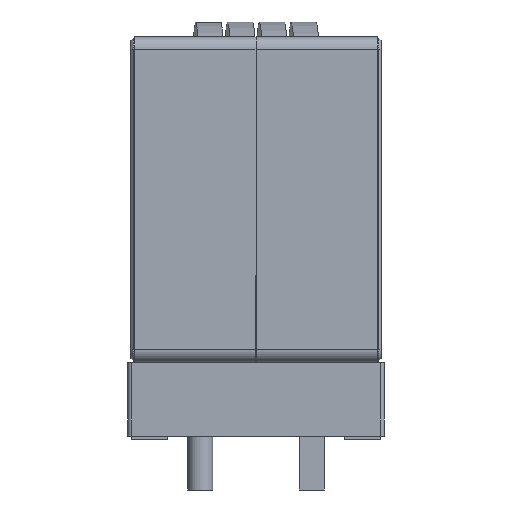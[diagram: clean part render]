
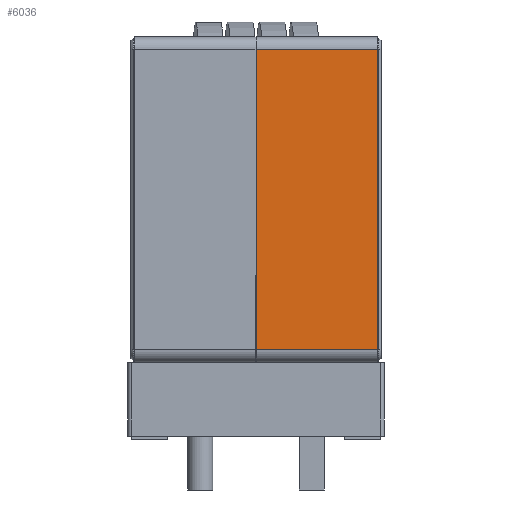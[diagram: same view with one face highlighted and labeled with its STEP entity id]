
A CAD part, left-side view. The second image highlights one B-rep face of the part: STEP entity #6036.
In plain terms, the highlighted planar face has unit normal (-1, 0, 0).
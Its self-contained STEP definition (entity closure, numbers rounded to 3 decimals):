
#334=PLANE('',#6802);
#1340=ORIENTED_EDGE('',*,*,#2719,.T.);
#1341=ORIENTED_EDGE('',*,*,#2792,.T.);
#1342=ORIENTED_EDGE('',*,*,#2713,.T.);
#1343=ORIENTED_EDGE('',*,*,#2753,.F.);
#2713=EDGE_CURVE('',#3505,#3506,#4148,.F.);
#2719=EDGE_CURVE('',#3512,#3511,#4151,.T.);
#2753=EDGE_CURVE('',#3512,#3506,#4166,.T.);
#2792=EDGE_CURVE('',#3511,#3505,#4185,.T.);
#3505=VERTEX_POINT('',#9370);
#3506=VERTEX_POINT('',#9371);
#3511=VERTEX_POINT('',#9382);
#3512=VERTEX_POINT('',#9384);
#4148=LINE('',#9369,#4746);
#4151=LINE('',#9383,#4749);
#4166=LINE('',#9453,#4764);
#4185=LINE('',#9518,#4783);
#4746=VECTOR('',#7681,1000.);
#4749=VECTOR('',#7692,1000.);
#4764=VECTOR('',#7765,1000.);
#4783=VECTOR('',#7842,1000.);
#5207=EDGE_LOOP('',(#1340,#1341,#1342,#1343));
#5597=FACE_BOUND('',#5207,.T.);
#6036=ADVANCED_FACE('',(#5597),#334,.F.);
#6802=AXIS2_PLACEMENT_3D('',#9517,#7840,#7841);
#7681=DIRECTION('',(0.,0.,-1.));
#7692=DIRECTION('',(0.,0.,-1.));
#7765=DIRECTION('',(0.,-1.,0.));
#7840=DIRECTION('',(1.,0.,0.));
#7841=DIRECTION('',(0.,0.,-1.));
#7842=DIRECTION('',(0.,-1.,0.));
#9369=CARTESIAN_POINT('',(-17.6,-12.,10.));
#9370=CARTESIAN_POINT('',(-17.6,-12.,0.3));
#9371=CARTESIAN_POINT('',(-17.6,-12.,10.));
#9382=CARTESIAN_POINT('',(-17.6,12.,0.3));
#9383=CARTESIAN_POINT('',(-17.6,12.,10.));
#9384=CARTESIAN_POINT('',(-17.6,12.,10.));
#9453=CARTESIAN_POINT('',(-17.6,13.,10.));
#9517=CARTESIAN_POINT('',(-17.6,13.,10.));
#9518=CARTESIAN_POINT('',(-17.6,12.,0.3));
